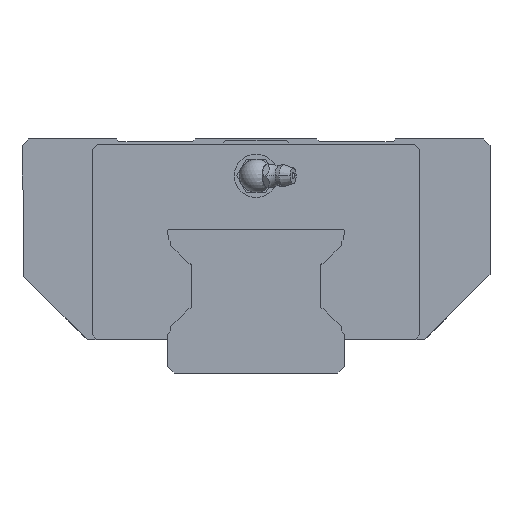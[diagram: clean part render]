
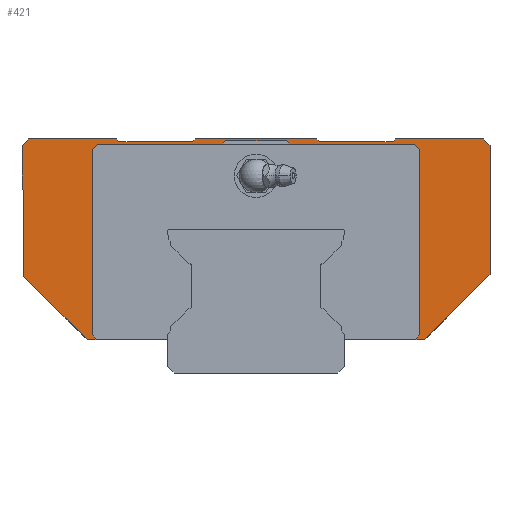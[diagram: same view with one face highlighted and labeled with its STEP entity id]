
A CAD part, front view. The second image highlights one B-rep face of the part: STEP entity #421.
In plain terms, the highlighted planar face has unit normal (0, -1, 0).
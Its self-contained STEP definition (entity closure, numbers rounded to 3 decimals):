
#421=ADVANCED_FACE('',(#922),#923,.T.);
#922=FACE_OUTER_BOUND('',#1538,.T.);
#923=PLANE('',#1539);
#1538=EDGE_LOOP('',(#3382,#3383,#3384,#3385,#3386,#3387,#3388,#3389,#3390,#3391,#3392,#3393,#3394,#3395,#3396,#3397,#3398,#3399,#3400,#3401,#3402,#3403,#3404,#3405,#3406,#3407,#3408,#3409,#3410,#3411));
#1539=AXIS2_PLACEMENT_3D('',#3412,#3413,#3414);
#3382=ORIENTED_EDGE('',*,*,#4556,.F.);
#3383=ORIENTED_EDGE('',*,*,#4557,.T.);
#3384=ORIENTED_EDGE('',*,*,#4558,.T.);
#3385=ORIENTED_EDGE('',*,*,#4461,.F.);
#3386=ORIENTED_EDGE('',*,*,#4559,.F.);
#3387=ORIENTED_EDGE('',*,*,#4560,.F.);
#3388=ORIENTED_EDGE('',*,*,#4305,.F.);
#3389=ORIENTED_EDGE('',*,*,#4561,.F.);
#3390=ORIENTED_EDGE('',*,*,#4562,.T.);
#3391=ORIENTED_EDGE('',*,*,#4299,.T.);
#3392=ORIENTED_EDGE('',*,*,#4295,.T.);
#3393=ORIENTED_EDGE('',*,*,#4563,.F.);
#3394=ORIENTED_EDGE('',*,*,#4564,.F.);
#3395=ORIENTED_EDGE('',*,*,#4365,.F.);
#3396=ORIENTED_EDGE('',*,*,#4369,.F.);
#3397=ORIENTED_EDGE('',*,*,#4565,.F.);
#3398=ORIENTED_EDGE('',*,*,#4566,.T.);
#3399=ORIENTED_EDGE('',*,*,#4473,.T.);
#3400=ORIENTED_EDGE('',*,*,#4487,.T.);
#3401=ORIENTED_EDGE('',*,*,#4402,.T.);
#3402=ORIENTED_EDGE('',*,*,#4567,.T.);
#3403=ORIENTED_EDGE('',*,*,#4568,.T.);
#3404=ORIENTED_EDGE('',*,*,#4384,.T.);
#3405=ORIENTED_EDGE('',*,*,#4569,.T.);
#3406=ORIENTED_EDGE('',*,*,#4570,.T.);
#3407=ORIENTED_EDGE('',*,*,#4494,.T.);
#3408=ORIENTED_EDGE('',*,*,#4571,.T.);
#3409=ORIENTED_EDGE('',*,*,#4387,.T.);
#3410=ORIENTED_EDGE('',*,*,#4450,.T.);
#3411=ORIENTED_EDGE('',*,*,#4572,.T.);
#3412=CARTESIAN_POINT('',(-69.5,175.95,10.));
#3413=DIRECTION('',(0.0,-1.0,0.0));
#3414=DIRECTION('',(0.0,0.0,-1.0));
#4295=EDGE_CURVE('',#5322,#5323,#5324,.T.);
#4299=EDGE_CURVE('',#5330,#5322,#5331,.T.);
#4305=EDGE_CURVE('',#5339,#5341,#5342,.T.);
#4365=EDGE_CURVE('',#5450,#5452,#5453,.T.);
#4369=EDGE_CURVE('',#5458,#5450,#5460,.T.);
#4384=EDGE_CURVE('',#5484,#5482,#5485,.T.);
#4387=EDGE_CURVE('',#5489,#5487,#5490,.T.);
#4402=EDGE_CURVE('',#5516,#5514,#5517,.T.);
#4450=EDGE_CURVE('',#5487,#5596,#5598,.T.);
#4461=EDGE_CURVE('',#5615,#5617,#5618,.T.);
#4473=EDGE_CURVE('',#5635,#5633,#5636,.T.);
#4487=EDGE_CURVE('',#5633,#5516,#5659,.T.);
#4494=EDGE_CURVE('',#5668,#5666,#5669,.T.);
#4556=EDGE_CURVE('',#5755,#5756,#5757,.T.);
#4557=EDGE_CURVE('',#5755,#5758,#5759,.T.);
#4558=EDGE_CURVE('',#5758,#5617,#5760,.T.);
#4559=EDGE_CURVE('',#5761,#5615,#5762,.T.);
#4560=EDGE_CURVE('',#5341,#5761,#5763,.T.);
#4561=EDGE_CURVE('',#5764,#5339,#5765,.T.);
#4562=EDGE_CURVE('',#5764,#5330,#5766,.T.);
#4563=EDGE_CURVE('',#5767,#5323,#5768,.T.);
#4564=EDGE_CURVE('',#5452,#5767,#5769,.T.);
#4565=EDGE_CURVE('',#5770,#5458,#5771,.T.);
#4566=EDGE_CURVE('',#5770,#5635,#5772,.T.);
#4567=EDGE_CURVE('',#5514,#5773,#5774,.T.);
#4568=EDGE_CURVE('',#5773,#5484,#5775,.T.);
#4569=EDGE_CURVE('',#5482,#5776,#5777,.T.);
#4570=EDGE_CURVE('',#5776,#5668,#5778,.T.);
#4571=EDGE_CURVE('',#5666,#5489,#5779,.T.);
#4572=EDGE_CURVE('',#5596,#5756,#5780,.T.);
#5322=VERTEX_POINT('',#6895);
#5323=VERTEX_POINT('',#6896);
#5324=LINE('',#6897,#6898);
#5330=VERTEX_POINT('',#6907);
#5331=LINE('',#6908,#6909);
#5339=VERTEX_POINT('',#6919);
#5341=VERTEX_POINT('',#6922);
#5342=LINE('',#6923,#6924);
#5450=VERTEX_POINT('',#7079);
#5452=VERTEX_POINT('',#7082);
#5453=LINE('',#7083,#7084);
#5458=VERTEX_POINT('',#7091);
#5460=LINE('',#7094,#7095);
#5482=VERTEX_POINT('',#7126);
#5484=VERTEX_POINT('',#7129);
#5485=LINE('',#7130,#7131);
#5487=VERTEX_POINT('',#7134);
#5489=VERTEX_POINT('',#7137);
#5490=LINE('',#7138,#7139);
#5514=VERTEX_POINT('',#7172);
#5516=VERTEX_POINT('',#7175);
#5517=LINE('',#7176,#7177);
#5596=VERTEX_POINT('',#7290);
#5598=LINE('',#7293,#7294);
#5615=VERTEX_POINT('',#7319);
#5617=VERTEX_POINT('',#7322);
#5618=LINE('',#7323,#7324);
#5633=VERTEX_POINT('',#7345);
#5635=VERTEX_POINT('',#7348);
#5636=LINE('',#7349,#7350);
#5659=LINE('',#7384,#7385);
#5666=VERTEX_POINT('',#7394);
#5668=VERTEX_POINT('',#7397);
#5669=LINE('',#7398,#7399);
#5755=VERTEX_POINT('',#7528);
#5756=VERTEX_POINT('',#7529);
#5757=LINE('',#7530,#7531);
#5758=VERTEX_POINT('',#7532);
#5759=LINE('',#7533,#7534);
#5760=LINE('',#7535,#7536);
#5761=VERTEX_POINT('',#7537);
#5762=LINE('',#7538,#7539);
#5763=LINE('',#7540,#7541);
#5764=VERTEX_POINT('',#7542);
#5765=LINE('',#7543,#7544);
#5766=LINE('',#7545,#7546);
#5767=VERTEX_POINT('',#7547);
#5768=LINE('',#7548,#7549);
#5769=LINE('',#7550,#7551);
#5770=VERTEX_POINT('',#7552);
#5771=LINE('',#7553,#7554);
#5772=LINE('',#7555,#7556);
#5773=VERTEX_POINT('',#7557);
#5774=LINE('',#7558,#7559);
#5775=LINE('',#7560,#7561);
#5776=VERTEX_POINT('',#7562);
#5777=LINE('',#7563,#7564);
#5778=LINE('',#7565,#7566);
#5779=LINE('',#7567,#7568);
#5780=LINE('',#7569,#7570);
#6895=CARTESIAN_POINT('',(8.99,175.95,69.5));
#6896=CARTESIAN_POINT('',(9.99,175.95,68.5));
#6897=CARTESIAN_POINT('',(8.99,175.95,69.5));
#6898=VECTOR('',#8391,1000.0);
#6907=CARTESIAN_POINT('',(-8.99,175.95,69.5));
#6908=CARTESIAN_POINT('',(-8.99,175.95,69.5));
#6909=VECTOR('',#8395,1000.0);
#6919=CARTESIAN_POINT('',(-47.49,175.95,68.5));
#6922=CARTESIAN_POINT('',(-49.,175.95,66.99));
#6923=CARTESIAN_POINT('',(-47.49,175.95,68.5));
#6924=VECTOR('',#8405,1000.0);
#7079=CARTESIAN_POINT('',(49.,175.95,11.49));
#7082=CARTESIAN_POINT('',(49.,175.95,66.99));
#7083=CARTESIAN_POINT('',(49.,175.95,11.49));
#7084=VECTOR('',#8487,1000.0);
#7091=CARTESIAN_POINT('',(47.51,175.95,10.));
#7094=CARTESIAN_POINT('',(47.51,175.95,10.));
#7095=VECTOR('',#8491,1000.0);
#7126=CARTESIAN_POINT('',(18.2,175.95,70.));
#7129=CARTESIAN_POINT('',(19.0,175.95,69.2));
#7130=CARTESIAN_POINT('',(19.0,175.95,69.2));
#7131=VECTOR('',#8514,1000.0);
#7134=CARTESIAN_POINT('',(-68.0,175.95,70.));
#7137=CARTESIAN_POINT('',(-41.8,175.95,70.));
#7138=CARTESIAN_POINT('',(-41.8,175.95,70.));
#7139=VECTOR('',#8517,1000.0);
#7172=CARTESIAN_POINT('',(41.8,175.95,70.));
#7175=CARTESIAN_POINT('',(68.0,175.95,70.));
#7176=CARTESIAN_POINT('',(68.0,175.95,70.));
#7177=VECTOR('',#8540,1000.0);
#7290=CARTESIAN_POINT('',(-70.0,175.95,68.));
#7293=CARTESIAN_POINT('',(-68.0,175.95,70.));
#7294=VECTOR('',#8612,1000.0);
#7319=CARTESIAN_POINT('',(-47.51,175.95,10.));
#7322=CARTESIAN_POINT('',(-50.5,175.95,10.));
#7323=CARTESIAN_POINT('',(-47.51,175.95,10.));
#7324=VECTOR('',#8625,1000.0);
#7345=CARTESIAN_POINT('',(70.0,175.95,68.));
#7348=CARTESIAN_POINT('',(70.0,175.95,29.5));
#7349=CARTESIAN_POINT('',(70.0,175.95,29.5));
#7350=VECTOR('',#8645,1000.0);
#7384=CARTESIAN_POINT('',(70.0,175.95,68.));
#7385=VECTOR('',#8663,1000.0);
#7394=CARTESIAN_POINT('',(-41.0,175.95,69.2));
#7397=CARTESIAN_POINT('',(-19.0,175.95,69.2));
#7398=CARTESIAN_POINT('',(-19.0,175.95,69.2));
#7399=VECTOR('',#8676,1000.0);
#7528=CARTESIAN_POINT('',(-69.5,175.95,54.5));
#7529=CARTESIAN_POINT('',(-70.0,175.95,55.));
#7530=CARTESIAN_POINT('',(-47.25,175.95,32.25));
#7531=VECTOR('',#8774,1000.0);
#7532=CARTESIAN_POINT('',(-69.5,175.95,29.));
#7533=CARTESIAN_POINT('',(-69.5,175.95,52.));
#7534=VECTOR('',#8775,1000.0);
#7535=CARTESIAN_POINT('',(-69.5,175.95,29.));
#7536=VECTOR('',#8776,1000.0);
#7537=CARTESIAN_POINT('',(-49.,175.95,11.49));
#7538=CARTESIAN_POINT('',(-49.,175.95,11.49));
#7539=VECTOR('',#8777,1000.0);
#7540=CARTESIAN_POINT('',(-49.,175.95,66.99));
#7541=VECTOR('',#8778,1000.0);
#7542=CARTESIAN_POINT('',(-9.99,175.95,68.5));
#7543=CARTESIAN_POINT('',(47.49,175.95,68.5));
#7544=VECTOR('',#8779,1000.0);
#7545=CARTESIAN_POINT('',(-9.99,175.95,68.5));
#7546=VECTOR('',#8780,1000.0);
#7547=CARTESIAN_POINT('',(47.49,175.95,68.5));
#7548=CARTESIAN_POINT('',(47.49,175.95,68.5));
#7549=VECTOR('',#8781,1000.0);
#7550=CARTESIAN_POINT('',(49.,175.95,66.99));
#7551=VECTOR('',#8782,1000.0);
#7552=CARTESIAN_POINT('',(50.5,175.95,10.));
#7553=CARTESIAN_POINT('',(-47.51,175.95,10.));
#7554=VECTOR('',#8783,1000.0);
#7555=CARTESIAN_POINT('',(50.5,175.95,10.));
#7556=VECTOR('',#8784,1000.0);
#7557=CARTESIAN_POINT('',(41.0,175.95,69.2));
#7558=CARTESIAN_POINT('',(41.8,175.95,70.));
#7559=VECTOR('',#8785,1000.0);
#7560=CARTESIAN_POINT('',(41.0,175.95,69.2));
#7561=VECTOR('',#8786,1000.0);
#7562=CARTESIAN_POINT('',(-18.2,175.95,70.));
#7563=CARTESIAN_POINT('',(18.2,175.95,70.));
#7564=VECTOR('',#8787,1000.0);
#7565=CARTESIAN_POINT('',(-18.2,175.95,70.));
#7566=VECTOR('',#8788,1000.0);
#7567=CARTESIAN_POINT('',(-41.0,175.95,69.2));
#7568=VECTOR('',#8789,1000.0);
#7569=CARTESIAN_POINT('',(-70.0,175.95,68.));
#7570=VECTOR('',#8790,1000.0);
#8391=DIRECTION('',(0.707,0.,-0.707));
#8395=DIRECTION('',(1.0,0.0,0.0));
#8405=DIRECTION('',(-0.707,0.,-0.707));
#8487=DIRECTION('',(0.0,0.,1.0));
#8491=DIRECTION('',(0.707,0.,0.707));
#8514=DIRECTION('',(-0.707,0.0,0.707));
#8517=DIRECTION('',(-1.0,0.0,0.0));
#8540=DIRECTION('',(-1.0,0.0,0.0));
#8612=DIRECTION('',(-0.707,0.0,-0.707));
#8625=DIRECTION('',(-1.0,0.0,0.0));
#8645=DIRECTION('',(0.0,0.0,1.0));
#8663=DIRECTION('',(-0.707,0.0,0.707));
#8676=DIRECTION('',(-1.0,0.0,0.0));
#8774=DIRECTION('',(-0.707,0.0,0.707));
#8775=DIRECTION('',(0.0,0.0,-1.0));
#8776=DIRECTION('',(0.707,0.0,-0.707));
#8777=DIRECTION('',(0.707,0.,-0.707));
#8778=DIRECTION('',(0.0,0.,-1.0));
#8779=DIRECTION('',(-1.0,0.0,0.0));
#8780=DIRECTION('',(0.707,0.,0.707));
#8781=DIRECTION('',(-1.0,0.0,0.0));
#8782=DIRECTION('',(-0.707,0.,0.707));
#8783=DIRECTION('',(-1.0,0.0,0.0));
#8784=DIRECTION('',(0.707,0.0,0.707));
#8785=DIRECTION('',(-0.707,0.0,-0.707));
#8786=DIRECTION('',(-1.0,0.0,0.0));
#8787=DIRECTION('',(-1.0,0.0,0.0));
#8788=DIRECTION('',(-0.707,0.0,-0.707));
#8789=DIRECTION('',(-0.707,0.0,0.707));
#8790=DIRECTION('',(0.0,0.0,-1.0));
